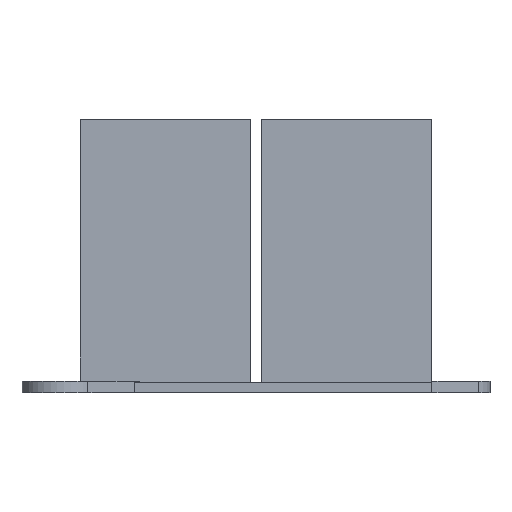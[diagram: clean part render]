
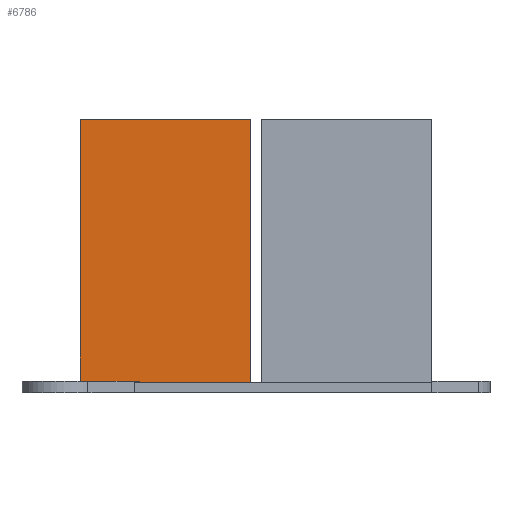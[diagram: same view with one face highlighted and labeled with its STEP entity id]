
A CAD part, left-side view. The second image highlights one B-rep face of the part: STEP entity #6786.
In plain terms, the highlighted planar face has unit normal (-1, 0, 0).
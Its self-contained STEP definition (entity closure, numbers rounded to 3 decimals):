
#235 = PLANE('',#236);
#236 = AXIS2_PLACEMENT_3D('',#237,#238,#239);
#237 = CARTESIAN_POINT('',(21.499,-51.001,0.));
#238 = DIRECTION('',(-0.707,-0.707,0.));
#239 = DIRECTION('',(-0.707,0.707,0.));
#591 = PLANE('',#592);
#592 = AXIS2_PLACEMENT_3D('',#593,#594,#595);
#593 = CARTESIAN_POINT('',(0.,-22.5,1.5));
#594 = DIRECTION('',(-0.,0.,1.));
#595 = DIRECTION('',(0.,1.,0.));
#761 = VERTEX_POINT('',#762);
#762 = CARTESIAN_POINT('',(-21.963,-7.54,1.352));
#776 = PLANE('',#777);
#777 = AXIS2_PLACEMENT_3D('',#778,#779,#780);
#778 = CARTESIAN_POINT('',(-21.963,-45.,1.352));
#779 = DIRECTION('',(0.,0.,1.));
#780 = DIRECTION('',(-1.,0.,0.));
#788 = EDGE_CURVE('',#761,#789,#791,.T.);
#789 = VERTEX_POINT('',#790);
#790 = CARTESIAN_POINT('',(-21.963,-7.54,1.5));
#791 = SURFACE_CURVE('',#792,(#796,#803),.PCURVE_S1.);
#792 = LINE('',#793,#794);
#793 = CARTESIAN_POINT('',(-21.963,-7.54,17.916));
#794 = VECTOR('',#795,1.);
#795 = DIRECTION('',(0.,0.,1.));
#796 = PCURVE('',#235,#797);
#797 = DEFINITIONAL_REPRESENTATION('',(#798),#802);
#798 = LINE('',#799,#800);
#799 = CARTESIAN_POINT('',(61.464,-17.916));
#800 = VECTOR('',#801,1.);
#801 = DIRECTION('',(0.,-1.));
#802 = ( GEOMETRIC_REPRESENTATION_CONTEXT(2) 
PARAMETRIC_REPRESENTATION_CONTEXT() REPRESENTATION_CONTEXT('2D SPACE',''
  ) );
#803 = PCURVE('',#804,#809);
#804 = PLANE('',#805);
#805 = AXIS2_PLACEMENT_3D('',#806,#807,#808);
#806 = CARTESIAN_POINT('',(-21.963,-45.,35.831));
#807 = DIRECTION('',(-1.,0.,0.));
#808 = DIRECTION('',(0.,0.,-1.));
#809 = DEFINITIONAL_REPRESENTATION('',(#810),#814);
#810 = LINE('',#811,#812);
#811 = CARTESIAN_POINT('',(17.916,-37.46));
#812 = VECTOR('',#813,1.);
#813 = DIRECTION('',(-1.,0.));
#814 = ( GEOMETRIC_REPRESENTATION_CONTEXT(2) 
PARAMETRIC_REPRESENTATION_CONTEXT() REPRESENTATION_CONTEXT('2D SPACE',''
  ) );
#3413 = PLANE('',#3414);
#3414 = AXIS2_PLACEMENT_3D('',#3415,#3416,#3417);
#3415 = CARTESIAN_POINT('',(-21.963,-21.75,1.352));
#3416 = DIRECTION('',(0.,-1.,0.));
#3417 = DIRECTION('',(0.,0.,1.));
#6191 = EDGE_CURVE('',#789,#6192,#6194,.T.);
#6192 = VERTEX_POINT('',#6193);
#6193 = CARTESIAN_POINT('',(-21.963,0.,1.5));
#6194 = SURFACE_CURVE('',#6195,(#6199,#6206),.PCURVE_S1.);
#6195 = LINE('',#6196,#6197);
#6196 = CARTESIAN_POINT('',(-21.963,-33.75,1.5));
#6197 = VECTOR('',#6198,1.);
#6198 = DIRECTION('',(0.,1.,0.));
#6199 = PCURVE('',#591,#6200);
#6200 = DEFINITIONAL_REPRESENTATION('',(#6201),#6205);
#6201 = LINE('',#6202,#6203);
#6202 = CARTESIAN_POINT('',(-11.25,21.963));
#6203 = VECTOR('',#6204,1.);
#6204 = DIRECTION('',(1.,0.));
#6205 = ( GEOMETRIC_REPRESENTATION_CONTEXT(2) 
PARAMETRIC_REPRESENTATION_CONTEXT() REPRESENTATION_CONTEXT('2D SPACE',''
  ) );
#6206 = PCURVE('',#804,#6207);
#6207 = DEFINITIONAL_REPRESENTATION('',(#6208),#6212);
#6208 = LINE('',#6209,#6210);
#6209 = CARTESIAN_POINT('',(34.331,-11.25));
#6210 = VECTOR('',#6211,1.);
#6211 = DIRECTION('',(0.,-1.));
#6212 = ( GEOMETRIC_REPRESENTATION_CONTEXT(2) 
PARAMETRIC_REPRESENTATION_CONTEXT() REPRESENTATION_CONTEXT('2D SPACE',''
  ) );
#6230 = PLANE('',#6231);
#6231 = AXIS2_PLACEMENT_3D('',#6232,#6233,#6234);
#6232 = CARTESIAN_POINT('',(0.,0.,17.5));
#6233 = DIRECTION('',(0.,1.,0.));
#6234 = DIRECTION('',(0.,0.,1.));
#6786 = ADVANCED_FACE('',(#6787),#804,.T.);
#6787 = FACE_BOUND('',#6788,.T.);
#6788 = EDGE_LOOP('',(#6789,#6814,#6842,#6863,#6864,#6865));
#6789 = ORIENTED_EDGE('',*,*,#6790,.T.);
#6790 = EDGE_CURVE('',#6791,#6793,#6795,.T.);
#6791 = VERTEX_POINT('',#6792);
#6792 = CARTESIAN_POINT('',(-21.963,-21.75,1.352));
#6793 = VERTEX_POINT('',#6794);
#6794 = CARTESIAN_POINT('',(-21.963,-21.75,35.));
#6795 = SURFACE_CURVE('',#6796,(#6800,#6807),.PCURVE_S1.);
#6796 = LINE('',#6797,#6798);
#6797 = CARTESIAN_POINT('',(-21.963,-21.75,1.352));
#6798 = VECTOR('',#6799,1.);
#6799 = DIRECTION('',(0.,0.,1.));
#6800 = PCURVE('',#804,#6801);
#6801 = DEFINITIONAL_REPRESENTATION('',(#6802),#6806);
#6802 = LINE('',#6803,#6804);
#6803 = CARTESIAN_POINT('',(34.48,-23.25));
#6804 = VECTOR('',#6805,1.);
#6805 = DIRECTION('',(-1.,0.));
#6806 = ( GEOMETRIC_REPRESENTATION_CONTEXT(2) 
PARAMETRIC_REPRESENTATION_CONTEXT() REPRESENTATION_CONTEXT('2D SPACE',''
  ) );
#6807 = PCURVE('',#3413,#6808);
#6808 = DEFINITIONAL_REPRESENTATION('',(#6809),#6813);
#6809 = LINE('',#6810,#6811);
#6810 = CARTESIAN_POINT('',(0.,0.));
#6811 = VECTOR('',#6812,1.);
#6812 = DIRECTION('',(1.,0.));
#6813 = ( GEOMETRIC_REPRESENTATION_CONTEXT(2) 
PARAMETRIC_REPRESENTATION_CONTEXT() REPRESENTATION_CONTEXT('2D SPACE',''
  ) );
#6814 = ORIENTED_EDGE('',*,*,#6815,.T.);
#6815 = EDGE_CURVE('',#6793,#6816,#6818,.T.);
#6816 = VERTEX_POINT('',#6817);
#6817 = CARTESIAN_POINT('',(-21.963,0.,35.));
#6818 = SURFACE_CURVE('',#6819,(#6823,#6830),.PCURVE_S1.);
#6819 = LINE('',#6820,#6821);
#6820 = CARTESIAN_POINT('',(-21.963,-22.5,35.));
#6821 = VECTOR('',#6822,1.);
#6822 = DIRECTION('',(0.,1.,0.));
#6823 = PCURVE('',#804,#6824);
#6824 = DEFINITIONAL_REPRESENTATION('',(#6825),#6829);
#6825 = LINE('',#6826,#6827);
#6826 = CARTESIAN_POINT('',(0.831,-22.5));
#6827 = VECTOR('',#6828,1.);
#6828 = DIRECTION('',(0.,-1.));
#6829 = ( GEOMETRIC_REPRESENTATION_CONTEXT(2) 
PARAMETRIC_REPRESENTATION_CONTEXT() REPRESENTATION_CONTEXT('2D SPACE',''
  ) );
#6830 = PCURVE('',#6831,#6836);
#6831 = PLANE('',#6832);
#6832 = AXIS2_PLACEMENT_3D('',#6833,#6834,#6835);
#6833 = CARTESIAN_POINT('',(22.5,0.,35.));
#6834 = DIRECTION('',(0.,0.,-1.));
#6835 = DIRECTION('',(-1.,0.,0.));
#6836 = DEFINITIONAL_REPRESENTATION('',(#6837),#6841);
#6837 = LINE('',#6838,#6839);
#6838 = CARTESIAN_POINT('',(44.463,-22.5));
#6839 = VECTOR('',#6840,1.);
#6840 = DIRECTION('',(0.,1.));
#6841 = ( GEOMETRIC_REPRESENTATION_CONTEXT(2) 
PARAMETRIC_REPRESENTATION_CONTEXT() REPRESENTATION_CONTEXT('2D SPACE',''
  ) );
#6842 = ORIENTED_EDGE('',*,*,#6843,.T.);
#6843 = EDGE_CURVE('',#6816,#6192,#6844,.T.);
#6844 = SURFACE_CURVE('',#6845,(#6849,#6856),.PCURVE_S1.);
#6845 = LINE('',#6846,#6847);
#6846 = CARTESIAN_POINT('',(-21.963,0.,35.831));
#6847 = VECTOR('',#6848,1.);
#6848 = DIRECTION('',(0.,0.,-1.));
#6849 = PCURVE('',#804,#6850);
#6850 = DEFINITIONAL_REPRESENTATION('',(#6851),#6855);
#6851 = LINE('',#6852,#6853);
#6852 = CARTESIAN_POINT('',(0.,-45.));
#6853 = VECTOR('',#6854,1.);
#6854 = DIRECTION('',(1.,0.));
#6855 = ( GEOMETRIC_REPRESENTATION_CONTEXT(2) 
PARAMETRIC_REPRESENTATION_CONTEXT() REPRESENTATION_CONTEXT('2D SPACE',''
  ) );
#6856 = PCURVE('',#6230,#6857);
#6857 = DEFINITIONAL_REPRESENTATION('',(#6858),#6862);
#6858 = LINE('',#6859,#6860);
#6859 = CARTESIAN_POINT('',(18.331,-21.963));
#6860 = VECTOR('',#6861,1.);
#6861 = DIRECTION('',(-1.,0.));
#6862 = ( GEOMETRIC_REPRESENTATION_CONTEXT(2) 
PARAMETRIC_REPRESENTATION_CONTEXT() REPRESENTATION_CONTEXT('2D SPACE',''
  ) );
#6863 = ORIENTED_EDGE('',*,*,#6191,.F.);
#6864 = ORIENTED_EDGE('',*,*,#788,.F.);
#6865 = ORIENTED_EDGE('',*,*,#6866,.F.);
#6866 = EDGE_CURVE('',#6791,#761,#6867,.T.);
#6867 = SURFACE_CURVE('',#6868,(#6872,#6879),.PCURVE_S1.);
#6868 = LINE('',#6869,#6870);
#6869 = CARTESIAN_POINT('',(-21.963,-45.,1.352));
#6870 = VECTOR('',#6871,1.);
#6871 = DIRECTION('',(0.,1.,0.));
#6872 = PCURVE('',#804,#6873);
#6873 = DEFINITIONAL_REPRESENTATION('',(#6874),#6878);
#6874 = LINE('',#6875,#6876);
#6875 = CARTESIAN_POINT('',(34.48,0.));
#6876 = VECTOR('',#6877,1.);
#6877 = DIRECTION('',(0.,-1.));
#6878 = ( GEOMETRIC_REPRESENTATION_CONTEXT(2) 
PARAMETRIC_REPRESENTATION_CONTEXT() REPRESENTATION_CONTEXT('2D SPACE',''
  ) );
#6879 = PCURVE('',#776,#6880);
#6880 = DEFINITIONAL_REPRESENTATION('',(#6881),#6885);
#6881 = LINE('',#6882,#6883);
#6882 = CARTESIAN_POINT('',(0.,-0.));
#6883 = VECTOR('',#6884,1.);
#6884 = DIRECTION('',(0.,-1.));
#6885 = ( GEOMETRIC_REPRESENTATION_CONTEXT(2) 
PARAMETRIC_REPRESENTATION_CONTEXT() REPRESENTATION_CONTEXT('2D SPACE',''
  ) );
